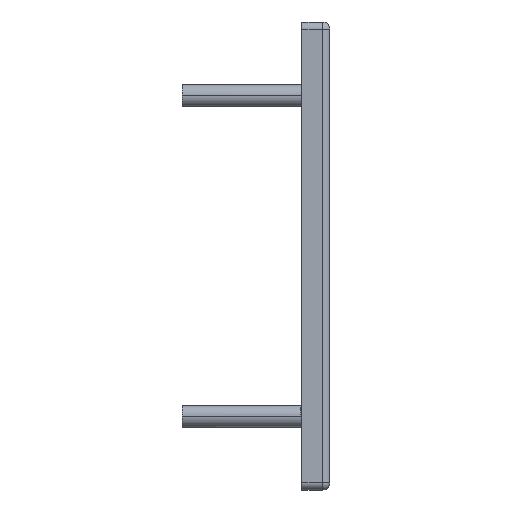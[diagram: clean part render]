
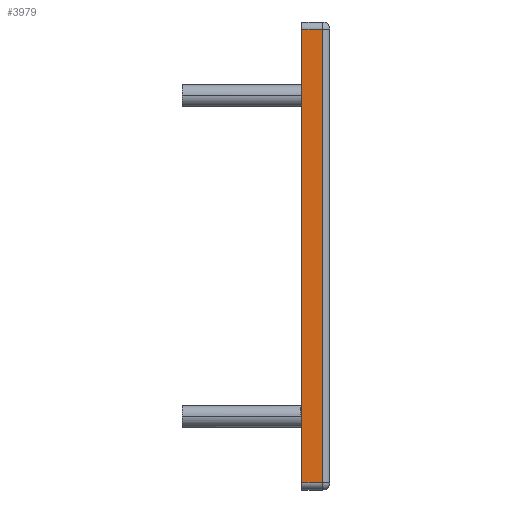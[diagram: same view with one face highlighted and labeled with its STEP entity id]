
A CAD part, front view. The second image highlights one B-rep face of the part: STEP entity #3979.
In plain terms, the highlighted planar face has unit normal (0, -1, 0).
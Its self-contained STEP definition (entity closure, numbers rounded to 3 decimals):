
#1235=CARTESIAN_POINT('Vertex',(6.019,-138.829,63.)) ;
#1238=CARTESIAN_POINT('Line Origine',(6.019,-138.829,0.)) ;
#1242=CARTESIAN_POINT('Vertex',(6.019,-138.829,-63.)) ;
#3949=CARTESIAN_POINT('Axis2P3D Location',(0.219,-138.829,-65.)) ;
#3954=CARTESIAN_POINT('Line Origine',(3.119,-138.829,-63.)) ;
#3958=CARTESIAN_POINT('Vertex',(0.219,-138.829,-63.)) ;
#3961=CARTESIAN_POINT('Line Origine',(3.119,-138.829,63.)) ;
#3965=CARTESIAN_POINT('Vertex',(0.219,-138.829,63.)) ;
#3968=CARTESIAN_POINT('Line Origine',(0.219,-138.829,0.)) ;
#1240=VECTOR('Line Direction',#1239,1.) ;
#3956=VECTOR('Line Direction',#3955,1.) ;
#3963=VECTOR('Line Direction',#3962,1.) ;
#3970=VECTOR('Line Direction',#3969,1.) ;
#1239=DIRECTION('Vector Direction',(0.,0.,1.)) ;
#3950=DIRECTION('Axis2P3D Direction',(0.,1.,0.)) ;
#3951=DIRECTION('Axis2P3D XDirection',(0.,0.,1.)) ;
#3955=DIRECTION('Vector Direction',(1.,0.,0.)) ;
#3962=DIRECTION('Vector Direction',(1.,0.,0.)) ;
#3969=DIRECTION('Vector Direction',(0.,0.,1.)) ;
#3952=AXIS2_PLACEMENT_3D('Plane Axis2P3D',#3949,#3950,#3951) ;
#1241=LINE('Line',#1238,#1240) ;
#3957=LINE('Line',#3954,#3956) ;
#3964=LINE('Line',#3961,#3963) ;
#3971=LINE('Line',#3968,#3970) ;
#3953=PLANE('',#3952) ;
#1244=EDGE_CURVE('',#1236,#1243,#1241,.F.) ;
#3960=EDGE_CURVE('',#1243,#3959,#3957,.F.) ;
#3967=EDGE_CURVE('',#3966,#1236,#3964,.T.) ;
#3972=EDGE_CURVE('',#3966,#3959,#3971,.F.) ;
#3974=ORIENTED_EDGE('',*,*,#3960,.F.) ;
#3975=ORIENTED_EDGE('',*,*,#1244,.F.) ;
#3976=ORIENTED_EDGE('',*,*,#3967,.F.) ;
#3977=ORIENTED_EDGE('',*,*,#3972,.T.) ;
#3973=EDGE_LOOP('',(#3974,#3975,#3976,#3977)) ;
#1236=VERTEX_POINT('',#1235) ;
#1243=VERTEX_POINT('',#1242) ;
#3959=VERTEX_POINT('',#3958) ;
#3966=VERTEX_POINT('',#3965) ;
#3979=ADVANCED_FACE('PartBody',(#3978),#3953,.F.) ;
#3978=FACE_OUTER_BOUND('',#3973,.T.) ;
